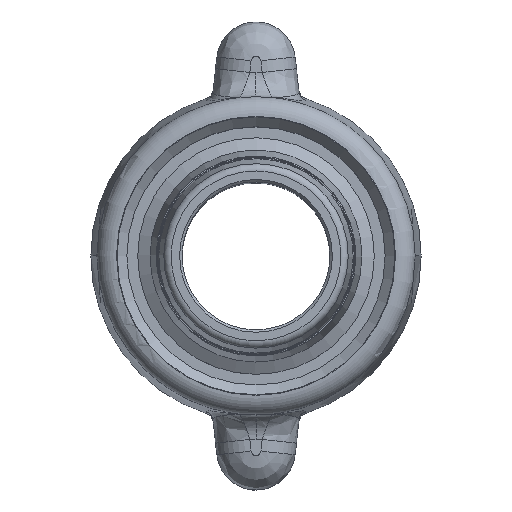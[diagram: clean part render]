
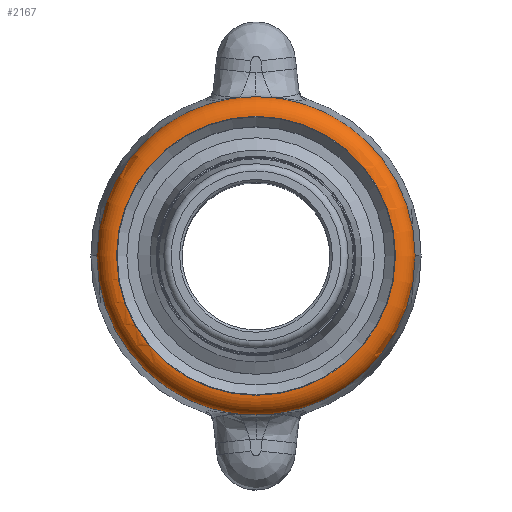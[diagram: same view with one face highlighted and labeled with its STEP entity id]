
A CAD part, top view. The second image highlights one B-rep face of the part: STEP entity #2167.
In plain terms, the highlighted toroidal (fillet/blend) face has major radius 28.303 mm and minor radius 4 mm.
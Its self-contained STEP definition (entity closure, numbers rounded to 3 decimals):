
#129=TOROIDAL_SURFACE('',#2342,28.303,4.);
#159=FACE_OUTER_BOUND('',#290,.T.);
#290=EDGE_LOOP('',(#1429,#1430,#1431,#1432,#1433,#1434,#1435,#1436,#1437,
#1438,#1439,#1440,#1441,#1442,#1443,#1444,#1445,#1446));
#429=B_SPLINE_CURVE_WITH_KNOTS('',3,(#3545,#3546,#3547,#3548,#3549,#3550),
 .UNSPECIFIED.,.F.,.F.,(4,2,4),(-0.049,-0.048,
0.),.UNSPECIFIED.);
#432=B_SPLINE_CURVE_WITH_KNOTS('',3,(#3613,#3614,#3615,#3616,#3617,#3618),
 .UNSPECIFIED.,.F.,.F.,(4,2,4),(-0.049,-0.048,0.),
 .UNSPECIFIED.);
#433=B_SPLINE_CURVE_WITH_KNOTS('',3,(#3620,#3621,#3622,#3623),
 .UNSPECIFIED.,.F.,.F.,(4,4),(23.263,23.638),
 .UNSPECIFIED.);
#434=B_SPLINE_CURVE_WITH_KNOTS('',3,(#3625,#3626,#3627,#3628),
 .UNSPECIFIED.,.F.,.F.,(4,4),(23.261,23.263),
 .UNSPECIFIED.);
#435=B_SPLINE_CURVE_WITH_KNOTS('',3,(#3630,#3631,#3632,#3633),
 .UNSPECIFIED.,.F.,.F.,(4,4),(22.887,23.261),
 .UNSPECIFIED.);
#436=B_SPLINE_CURVE_WITH_KNOTS('',3,(#3635,#3636,#3637,#3638,#3639,#3640),
 .UNSPECIFIED.,.F.,.F.,(4,2,4),(-0.048,0.,0.001),
 .UNSPECIFIED.);
#437=B_SPLINE_CURVE_WITH_KNOTS('',3,(#3643,#3644,#3645,#3646),
 .UNSPECIFIED.,.F.,.F.,(4,4),(23.263,23.638),
 .UNSPECIFIED.);
#438=B_SPLINE_CURVE_WITH_KNOTS('',3,(#3648,#3649,#3650,#3651),
 .UNSPECIFIED.,.F.,.F.,(4,4),(23.261,23.263),
 .UNSPECIFIED.);
#439=B_SPLINE_CURVE_WITH_KNOTS('',3,(#3653,#3654,#3655,#3656),
 .UNSPECIFIED.,.F.,.F.,(4,4),(22.887,23.261),
 .UNSPECIFIED.);
#440=B_SPLINE_CURVE_WITH_KNOTS('',3,(#3657,#3658,#3659,#3660,#3661,#3662),
 .UNSPECIFIED.,.F.,.F.,(4,2,4),(-0.048,0.,0.001),
 .UNSPECIFIED.);
#507=CIRCLE('',#2302,32.291);
#509=CIRCLE('',#2305,32.291);
#529=CIRCLE('',#2335,28.303);
#530=CIRCLE('',#2336,28.303);
#536=CIRCLE('',#2343,4.);
#537=CIRCLE('',#2344,32.291);
#538=CIRCLE('',#2345,32.291);
#798=VERTEX_POINT('',#3174);
#799=VERTEX_POINT('',#3176);
#802=VERTEX_POINT('',#3194);
#805=VERTEX_POINT('',#3203);
#824=VERTEX_POINT('',#3266);
#825=VERTEX_POINT('',#3267);
#834=VERTEX_POINT('',#3538);
#837=VERTEX_POINT('',#3610);
#838=VERTEX_POINT('',#3612);
#839=VERTEX_POINT('',#3619);
#840=VERTEX_POINT('',#3624);
#841=VERTEX_POINT('',#3629);
#842=VERTEX_POINT('',#3634);
#843=VERTEX_POINT('',#3642);
#844=VERTEX_POINT('',#3647);
#845=VERTEX_POINT('',#3652);
#1016=EDGE_CURVE('',#798,#799,#507,.F.);
#1023=EDGE_CURVE('',#805,#802,#509,.F.);
#1049=EDGE_CURVE('',#824,#825,#529,.T.);
#1050=EDGE_CURVE('',#825,#824,#530,.T.);
#1065=EDGE_CURVE('',#834,#805,#429,.T.);
#1069=EDGE_CURVE('',#825,#798,#536,.T.);
#1070=EDGE_CURVE('',#837,#798,#537,.F.);
#1071=EDGE_CURVE('',#838,#837,#432,.T.);
#1072=EDGE_CURVE('',#839,#838,#433,.T.);
#1073=EDGE_CURVE('',#840,#839,#434,.T.);
#1074=EDGE_CURVE('',#841,#840,#435,.T.);
#1075=EDGE_CURVE('',#842,#841,#436,.T.);
#1076=EDGE_CURVE('',#842,#802,#538,.T.);
#1077=EDGE_CURVE('',#843,#834,#437,.T.);
#1078=EDGE_CURVE('',#844,#843,#438,.T.);
#1079=EDGE_CURVE('',#845,#844,#439,.T.);
#1080=EDGE_CURVE('',#799,#845,#440,.T.);
#1429=ORIENTED_EDGE('',*,*,#1049,.T.);
#1430=ORIENTED_EDGE('',*,*,#1069,.T.);
#1431=ORIENTED_EDGE('',*,*,#1070,.F.);
#1432=ORIENTED_EDGE('',*,*,#1071,.F.);
#1433=ORIENTED_EDGE('',*,*,#1072,.F.);
#1434=ORIENTED_EDGE('',*,*,#1073,.F.);
#1435=ORIENTED_EDGE('',*,*,#1074,.F.);
#1436=ORIENTED_EDGE('',*,*,#1075,.F.);
#1437=ORIENTED_EDGE('',*,*,#1076,.T.);
#1438=ORIENTED_EDGE('',*,*,#1023,.F.);
#1439=ORIENTED_EDGE('',*,*,#1065,.F.);
#1440=ORIENTED_EDGE('',*,*,#1077,.F.);
#1441=ORIENTED_EDGE('',*,*,#1078,.F.);
#1442=ORIENTED_EDGE('',*,*,#1079,.F.);
#1443=ORIENTED_EDGE('',*,*,#1080,.F.);
#1444=ORIENTED_EDGE('',*,*,#1016,.F.);
#1445=ORIENTED_EDGE('',*,*,#1069,.F.);
#1446=ORIENTED_EDGE('',*,*,#1050,.T.);
#2167=ADVANCED_FACE('',(#159),#129,.T.);
#2302=AXIS2_PLACEMENT_3D('',#3177,#2576,#2577);
#2305=AXIS2_PLACEMENT_3D('',#3212,#2583,#2584);
#2335=AXIS2_PLACEMENT_3D('',#3268,#2649,#2650);
#2336=AXIS2_PLACEMENT_3D('',#3269,#2651,#2652);
#2342=AXIS2_PLACEMENT_3D('',#3608,#2663,#2664);
#2343=AXIS2_PLACEMENT_3D('',#3609,#2665,#2666);
#2344=AXIS2_PLACEMENT_3D('',#3611,#2667,#2668);
#2345=AXIS2_PLACEMENT_3D('',#3641,#2669,#2670);
#2576=DIRECTION('center_axis',(0.,0.,1.));
#2577=DIRECTION('ref_axis',(1.,0.,0.));
#2583=DIRECTION('center_axis',(0.,0.,1.));
#2584=DIRECTION('ref_axis',(1.,0.,0.));
#2649=DIRECTION('center_axis',(0.,0.,-1.));
#2650=DIRECTION('ref_axis',(-1.,0.,0.));
#2651=DIRECTION('center_axis',(0.,0.,-1.));
#2652=DIRECTION('ref_axis',(-1.,0.,0.));
#2663=DIRECTION('center_axis',(0.,0.,1.));
#2664=DIRECTION('ref_axis',(1.,0.,0.));
#2665=DIRECTION('center_axis',(0.,-1.,0.));
#2666=DIRECTION('ref_axis',(-1.,0.,0.));
#2667=DIRECTION('center_axis',(0.,0.,1.));
#2668=DIRECTION('ref_axis',(1.,0.,0.));
#2669=DIRECTION('center_axis',(0.,0.,1.));
#2670=DIRECTION('ref_axis',(-1.,0.,0.));
#3174=CARTESIAN_POINT('',(-32.291,0.,15.315));
#3176=CARTESIAN_POINT('',(-3.682,32.08,15.315));
#3177=CARTESIAN_POINT('Origin',(0.,0.,15.315));
#3194=CARTESIAN_POINT('',(32.291,0.,15.315));
#3203=CARTESIAN_POINT('',(3.682,32.08,15.315));
#3212=CARTESIAN_POINT('Origin',(0.,0.,15.315));
#3266=CARTESIAN_POINT('',(28.303,0.,19.));
#3267=CARTESIAN_POINT('',(-28.303,0.,19.));
#3268=CARTESIAN_POINT('Origin',(0.,0.,19.));
#3269=CARTESIAN_POINT('Origin',(0.,0.,19.));
#3538=CARTESIAN_POINT('',(3.259,32.114,15.444));
#3545=CARTESIAN_POINT('Ctrl Pts',(3.259,32.114,15.444));
#3546=CARTESIAN_POINT('Ctrl Pts',(3.263,32.113,15.443));
#3547=CARTESIAN_POINT('Ctrl Pts',(3.267,32.113,15.442));
#3548=CARTESIAN_POINT('Ctrl Pts',(3.408,32.103,15.4));
#3549=CARTESIAN_POINT('Ctrl Pts',(3.546,32.093,15.358));
#3550=CARTESIAN_POINT('Ctrl Pts',(3.682,32.08,15.315));
#3608=CARTESIAN_POINT('Origin',(0.,0.,15.));
#3609=CARTESIAN_POINT('Origin',(-28.303,0.,
15.));
#3610=CARTESIAN_POINT('',(-3.682,-32.08,15.315));
#3611=CARTESIAN_POINT('Origin',(0.,0.,15.315));
#3612=CARTESIAN_POINT('',(-3.259,-32.114,15.444));
#3613=CARTESIAN_POINT('Ctrl Pts',(-3.259,-32.114,15.444));
#3614=CARTESIAN_POINT('Ctrl Pts',(-3.263,-32.113,15.443));
#3615=CARTESIAN_POINT('Ctrl Pts',(-3.267,-32.113,15.442));
#3616=CARTESIAN_POINT('Ctrl Pts',(-3.408,-32.103,15.4));
#3617=CARTESIAN_POINT('Ctrl Pts',(-3.546,-32.093,15.358));
#3618=CARTESIAN_POINT('Ctrl Pts',(-3.682,-32.08,15.315));
#3619=CARTESIAN_POINT('',(0.,-32.279,15.444));
#3620=CARTESIAN_POINT('Ctrl Pts',(0.,-32.279,
15.444));
#3621=CARTESIAN_POINT('Ctrl Pts',(-1.084,-32.279,15.444));
#3622=CARTESIAN_POINT('Ctrl Pts',(-2.173,-32.224,15.444));
#3623=CARTESIAN_POINT('Ctrl Pts',(-3.259,-32.114,15.444));
#3624=CARTESIAN_POINT('',(0.018,-32.279,15.444));
#3625=CARTESIAN_POINT('Ctrl Pts',(0.018,-32.279,15.444));
#3626=CARTESIAN_POINT('Ctrl Pts',(0.012,-32.279,
15.444));
#3627=CARTESIAN_POINT('Ctrl Pts',(0.006,-32.279,
15.444));
#3628=CARTESIAN_POINT('Ctrl Pts',(0.,-32.279,
15.444));
#3629=CARTESIAN_POINT('',(3.259,-32.114,15.444));
#3630=CARTESIAN_POINT('Ctrl Pts',(3.259,-32.114,15.444));
#3631=CARTESIAN_POINT('Ctrl Pts',(2.181,-32.223,15.444));
#3632=CARTESIAN_POINT('Ctrl Pts',(1.098,-32.278,15.444));
#3633=CARTESIAN_POINT('Ctrl Pts',(0.018,-32.279,
15.444));
#3634=CARTESIAN_POINT('',(3.682,-32.08,15.315));
#3635=CARTESIAN_POINT('Ctrl Pts',(3.682,-32.08,15.315));
#3636=CARTESIAN_POINT('Ctrl Pts',(3.546,-32.093,15.358));
#3637=CARTESIAN_POINT('Ctrl Pts',(3.408,-32.103,15.4));
#3638=CARTESIAN_POINT('Ctrl Pts',(3.267,-32.113,15.442));
#3639=CARTESIAN_POINT('Ctrl Pts',(3.263,-32.113,15.443));
#3640=CARTESIAN_POINT('Ctrl Pts',(3.259,-32.114,15.444));
#3641=CARTESIAN_POINT('Origin',(0.,0.,15.315));
#3642=CARTESIAN_POINT('',(0.,32.279,15.444));
#3643=CARTESIAN_POINT('Ctrl Pts',(0.,32.279,15.444));
#3644=CARTESIAN_POINT('Ctrl Pts',(1.084,32.279,15.444));
#3645=CARTESIAN_POINT('Ctrl Pts',(2.173,32.224,15.444));
#3646=CARTESIAN_POINT('Ctrl Pts',(3.259,32.114,15.444));
#3647=CARTESIAN_POINT('',(-0.018,32.279,15.444));
#3648=CARTESIAN_POINT('Ctrl Pts',(-0.018,32.279,
15.444));
#3649=CARTESIAN_POINT('Ctrl Pts',(-0.012,32.279,
15.444));
#3650=CARTESIAN_POINT('Ctrl Pts',(-0.006,32.279,
15.444));
#3651=CARTESIAN_POINT('Ctrl Pts',(0.,32.279,
15.444));
#3652=CARTESIAN_POINT('',(-3.259,32.114,15.444));
#3653=CARTESIAN_POINT('Ctrl Pts',(-3.259,32.114,15.444));
#3654=CARTESIAN_POINT('Ctrl Pts',(-2.181,32.223,15.444));
#3655=CARTESIAN_POINT('Ctrl Pts',(-1.098,32.278,15.444));
#3656=CARTESIAN_POINT('Ctrl Pts',(-0.018,32.279,
15.444));
#3657=CARTESIAN_POINT('Ctrl Pts',(-3.682,32.08,15.315));
#3658=CARTESIAN_POINT('Ctrl Pts',(-3.546,32.093,15.358));
#3659=CARTESIAN_POINT('Ctrl Pts',(-3.408,32.103,15.4));
#3660=CARTESIAN_POINT('Ctrl Pts',(-3.267,32.113,15.442));
#3661=CARTESIAN_POINT('Ctrl Pts',(-3.263,32.113,15.443));
#3662=CARTESIAN_POINT('Ctrl Pts',(-3.259,32.114,15.444));
